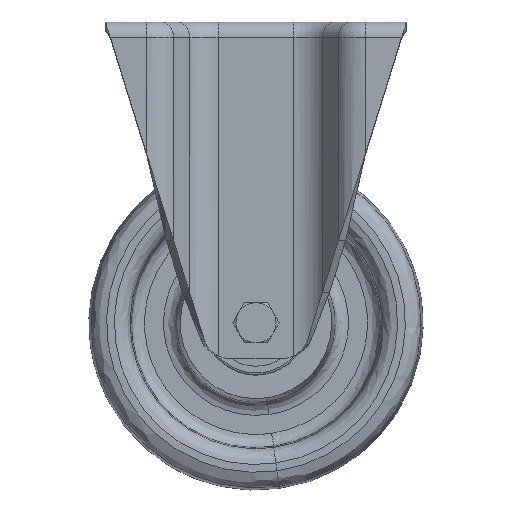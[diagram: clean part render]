
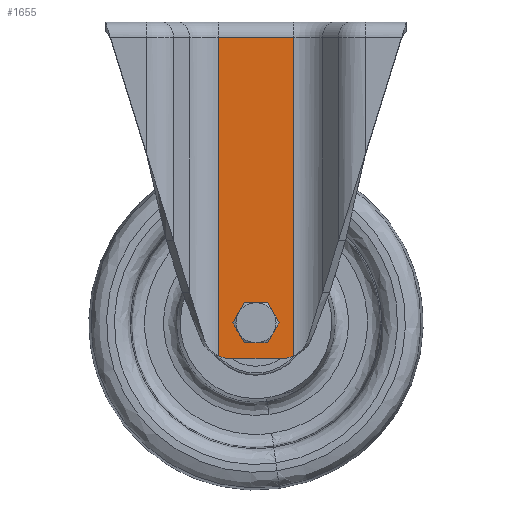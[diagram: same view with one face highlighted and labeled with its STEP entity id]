
A CAD part, top view. The second image highlights one B-rep face of the part: STEP entity #1655.
In plain terms, the highlighted planar face has unit normal (0, 0, 1).
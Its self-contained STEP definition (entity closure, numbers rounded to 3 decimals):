
#178 = DIRECTION ( 'NONE',  ( 1., 0., 0. ) ) ;
#762 = EDGE_CURVE ( 'NONE', #6530, #1344, #12041, .T. ) ;
#805 = FACE_OUTER_BOUND ( 'NONE', #14394, .T. ) ;
#1344 = VERTEX_POINT ( 'NONE', #18106 ) ;
#1575 = PLANE ( 'NONE',  #12600 ) ;
#1655 = ADVANCED_FACE ( 'NONE', ( #2991, #805 ), #1575, .F. ) ;
#2258 = ORIENTED_EDGE ( 'NONE', *, *, #7473, .F. ) ;
#2661 = ORIENTED_EDGE ( 'NONE', *, *, #12873, .F. ) ;
#2921 = DIRECTION ( 'NONE',  ( 0., 0., -1. ) ) ;
#2991 = FACE_BOUND ( 'NONE', #5822, .T. ) ;
#3152 = VECTOR ( 'NONE', #9463, 1000. ) ;
#3481 = CARTESIAN_POINT ( 'NONE',  ( -11.75, -139., 35. ) ) ;
#4173 = CARTESIAN_POINT ( 'NONE',  ( 17., 0., 35. ) ) ;
#5121 = LINE ( 'NONE', #10933, #3152 ) ;
#5699 = VERTEX_POINT ( 'NONE', #16933 ) ;
#5822 = EDGE_LOOP ( 'NONE', ( #12733, #18012 ) ) ;
#6019 = EDGE_CURVE ( 'NONE', #16489, #6962, #16224, .T. ) ;
#6437 = CARTESIAN_POINT ( 'NONE',  ( 0., -135., 35. ) ) ;
#6450 = DIRECTION ( 'NONE',  ( 1., 0., 0. ) ) ;
#6530 = VERTEX_POINT ( 'NONE', #13935 ) ;
#6962 = VERTEX_POINT ( 'NONE', #12685 ) ;
#7439 = CIRCLE ( 'NONE', #19838, 12. ) ;
#7473 = EDGE_CURVE ( 'NONE', #16489, #10091, #7439, .T. ) ;
#8109 = ORIENTED_EDGE ( 'NONE', *, *, #6019, .T. ) ;
#8116 = DIRECTION ( 'NONE',  ( 0., 0., -1. ) ) ;
#8656 = CARTESIAN_POINT ( 'NONE',  ( 17., -7., 35. ) ) ;
#8979 = CARTESIAN_POINT ( 'NONE',  ( -17., -149.791, 35. ) ) ;
#9463 = DIRECTION ( 'NONE',  ( 0., -1., 0. ) ) ;
#9609 = DIRECTION ( 'NONE',  ( 1., 0., 0. ) ) ;
#9634 = EDGE_CURVE ( 'NONE', #15302, #6962, #16945, .T. ) ;
#9678 = DIRECTION ( 'NONE',  ( 0., 0., -1. ) ) ;
#10091 = VERTEX_POINT ( 'NONE', #8979 ) ;
#10720 = AXIS2_PLACEMENT_3D ( 'NONE', #16985, #2921, #16784 ) ;
#10933 = CARTESIAN_POINT ( 'NONE',  ( -17., 0., 35. ) ) ;
#11088 = ORIENTED_EDGE ( 'NONE', *, *, #19363, .T. ) ;
#11156 = DIRECTION ( 'NONE',  ( 1., 0., 0. ) ) ;
#11440 = CARTESIAN_POINT ( 'NONE',  ( -169., -7., 35. ) ) ;
#11589 = VECTOR ( 'NONE', #20008, 1000. ) ;
#11916 = ORIENTED_EDGE ( 'NONE', *, *, #9634, .F. ) ;
#12041 = CIRCLE ( 'NONE', #15762, 6.25 ) ;
#12600 = AXIS2_PLACEMENT_3D ( 'NONE', #12619, #8116, #15631 ) ;
#12619 = CARTESIAN_POINT ( 'NONE',  ( -17., 0., 35. ) ) ;
#12676 = CARTESIAN_POINT ( 'NONE',  ( 0., -135., 35. ) ) ;
#12685 = CARTESIAN_POINT ( 'NONE',  ( 11.75, -151., 35. ) ) ;
#12733 = ORIENTED_EDGE ( 'NONE', *, *, #20089, .T. ) ;
#12754 = LINE ( 'NONE', #11440, #15606 ) ;
#12873 = EDGE_CURVE ( 'NONE', #19486, #15302, #14261, .T. ) ;
#13077 = DIRECTION ( 'NONE',  ( -1., 0., 0. ) ) ;
#13739 = EDGE_CURVE ( 'NONE', #5699, #10091, #5121, .T. ) ;
#13935 = CARTESIAN_POINT ( 'NONE',  ( -6.25, -135., 35. ) ) ;
#14152 = DIRECTION ( 'NONE',  ( 0., 0., -1. ) ) ;
#14261 = LINE ( 'NONE', #4173, #11589 ) ;
#14364 = AXIS2_PLACEMENT_3D ( 'NONE', #6437, #14152, #9609 ) ;
#14394 = EDGE_LOOP ( 'NONE', ( #11088, #19287, #2258, #8109, #11916, #2661 ) ) ;
#14415 = DIRECTION ( 'NONE',  ( 0., 0., -1. ) ) ;
#15302 = VERTEX_POINT ( 'NONE', #15697 ) ;
#15606 = VECTOR ( 'NONE', #13077, 1000. ) ;
#15631 = DIRECTION ( 'NONE',  ( 1., 0., 0. ) ) ;
#15697 = CARTESIAN_POINT ( 'NONE',  ( 17., -149.791, 35. ) ) ;
#15760 = CARTESIAN_POINT ( 'NONE',  ( -17., -151., 35. ) ) ;
#15762 = AXIS2_PLACEMENT_3D ( 'NONE', #12676, #9678, #178 ) ;
#16224 = LINE ( 'NONE', #15760, #19166 ) ;
#16485 = CARTESIAN_POINT ( 'NONE',  ( -11.75, -151., 35. ) ) ;
#16489 = VERTEX_POINT ( 'NONE', #16485 ) ;
#16784 = DIRECTION ( 'NONE',  ( 1., 0., 0. ) ) ;
#16933 = CARTESIAN_POINT ( 'NONE',  ( -17., -7., 35. ) ) ;
#16945 = CIRCLE ( 'NONE', #10720, 12. ) ;
#16985 = CARTESIAN_POINT ( 'NONE',  ( 11.75, -139., 35. ) ) ;
#17759 = CIRCLE ( 'NONE', #14364, 6.25 ) ;
#18012 = ORIENTED_EDGE ( 'NONE', *, *, #762, .T. ) ;
#18106 = CARTESIAN_POINT ( 'NONE',  ( 6.25, -135., 35. ) ) ;
#19166 = VECTOR ( 'NONE', #6450, 1000. ) ;
#19287 = ORIENTED_EDGE ( 'NONE', *, *, #13739, .T. ) ;
#19363 = EDGE_CURVE ( 'NONE', #19486, #5699, #12754, .T. ) ;
#19486 = VERTEX_POINT ( 'NONE', #8656 ) ;
#19838 = AXIS2_PLACEMENT_3D ( 'NONE', #3481, #14415, #11156 ) ;
#20008 = DIRECTION ( 'NONE',  ( 0., -1., 0. ) ) ;
#20089 = EDGE_CURVE ( 'NONE', #1344, #6530, #17759, .T. ) ;
